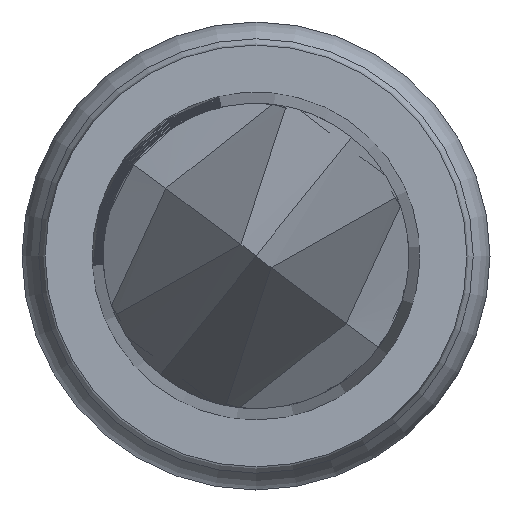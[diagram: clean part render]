
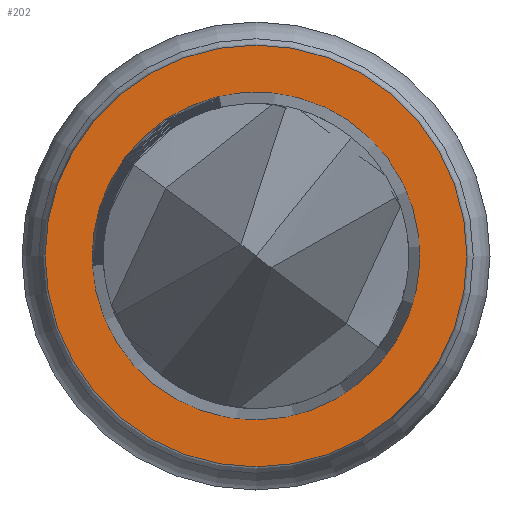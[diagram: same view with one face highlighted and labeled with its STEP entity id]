
A CAD part, left-side view. The second image highlights one B-rep face of the part: STEP entity #202.
In plain terms, the highlighted planar face has unit normal (-1, 0, 0).
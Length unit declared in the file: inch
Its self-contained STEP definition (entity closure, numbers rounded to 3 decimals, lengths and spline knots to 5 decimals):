
#32 = EDGE_CURVE ( 'NONE', #2800, #2800, #720, .T. ) ;
#154 = DIRECTION ( 'NONE',  ( 0., 0., -1. ) ) ;
#202 = ADVANCED_FACE ( 'NONE', ( #521, #2111 ), #2096, .F. ) ;
#366 = CARTESIAN_POINT ( 'NONE',  ( 0., 0., 0. ) ) ;
#521 = FACE_BOUND ( 'NONE', #696, .T. ) ;
#696 = EDGE_LOOP ( 'NONE', ( #1898 ) ) ;
#718 = AXIS2_PLACEMENT_3D ( 'NONE', #977, #2547, #2589 ) ;
#720 = CIRCLE ( 'NONE', #1704, 0.01884 ) ;
#787 = CARTESIAN_POINT ( 'NONE',  ( 0., 0., -0.01884 ) ) ;
#806 = DIRECTION ( 'NONE',  ( 0., 0., -1. ) ) ;
#956 = CARTESIAN_POINT ( 'NONE',  ( 0., 0., -0.02425 ) ) ;
#977 = CARTESIAN_POINT ( 'NONE',  ( 0., 0., 0. ) ) ;
#983 = VERTEX_POINT ( 'NONE', #956 ) ;
#1302 = EDGE_CURVE ( 'NONE', #983, #983, #2503, .T. ) ;
#1538 = DIRECTION ( 'NONE',  ( 1., 0., 0. ) ) ;
#1704 = AXIS2_PLACEMENT_3D ( 'NONE', #366, #1538, #154 ) ;
#1791 = DIRECTION ( 'NONE',  ( 1., 0., 0. ) ) ;
#1898 = ORIENTED_EDGE ( 'NONE', *, *, #32, .T. ) ;
#1938 = CARTESIAN_POINT ( 'NONE',  ( 0., 0.02725, 0. ) ) ;
#2096 = PLANE ( 'NONE',  #2552 ) ;
#2111 = FACE_OUTER_BOUND ( 'NONE', #2283, .T. ) ;
#2115 = ORIENTED_EDGE ( 'NONE', *, *, #1302, .F. ) ;
#2283 = EDGE_LOOP ( 'NONE', ( #2115 ) ) ;
#2503 = CIRCLE ( 'NONE', #718, 0.02425 ) ;
#2547 = DIRECTION ( 'NONE',  ( 1., 0., 0. ) ) ;
#2552 = AXIS2_PLACEMENT_3D ( 'NONE', #1938, #1791, #806 ) ;
#2589 = DIRECTION ( 'NONE',  ( 0., 0., -1. ) ) ;
#2800 = VERTEX_POINT ( 'NONE', #787 ) ;
